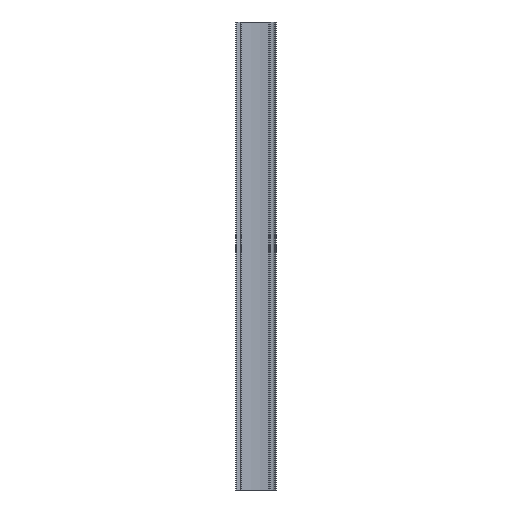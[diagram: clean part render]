
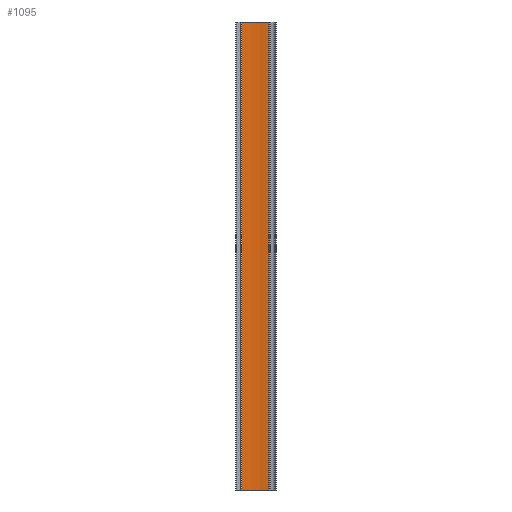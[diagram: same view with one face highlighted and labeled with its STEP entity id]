
A CAD part, front view. The second image highlights one B-rep face of the part: STEP entity #1095.
In plain terms, the highlighted cylindrical face has radius 119.3 mm (diameter 238.6 mm), a partial arc.
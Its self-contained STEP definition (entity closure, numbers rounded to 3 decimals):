
#99=LINE('',#1770,#202);
#100=LINE('',#1776,#203);
#202=VECTOR('',#1429,1000.);
#203=VECTOR('',#1436,1000.);
#364=ORIENTED_EDGE('',*,*,#668,.T.);
#365=ORIENTED_EDGE('',*,*,#667,.F.);
#366=ORIENTED_EDGE('',*,*,#669,.F.);
#367=ORIENTED_EDGE('',*,*,#670,.T.);
#667=EDGE_CURVE('',#806,#805,#99,.T.);
#668=EDGE_CURVE('',#807,#805,#893,.T.);
#669=EDGE_CURVE('',#808,#806,#894,.T.);
#670=EDGE_CURVE('',#808,#807,#100,.T.);
#805=VERTEX_POINT('',#1767);
#806=VERTEX_POINT('',#1769);
#807=VERTEX_POINT('',#1773);
#808=VERTEX_POINT('',#1775);
#893=CIRCLE('',#1200,119.3);
#894=CIRCLE('',#1201,119.3);
#950=EDGE_LOOP('',(#364,#365,#366,#367));
#1007=FACE_BOUND('',#950,.T.);
#1053=CYLINDRICAL_SURFACE('',#1199,119.3);
#1095=ADVANCED_FACE('',(#1007),#1053,.F.);
#1199=AXIS2_PLACEMENT_3D('',#1771,#1430,#1431);
#1200=AXIS2_PLACEMENT_3D('',#1772,#1432,#1433);
#1201=AXIS2_PLACEMENT_3D('',#1774,#1434,#1435);
#1429=DIRECTION('',(0.,0.,1.));
#1430=DIRECTION('',(0.,0.,1.));
#1431=DIRECTION('',(1.,0.,0.));
#1432=DIRECTION('',(0.,0.,1.));
#1433=DIRECTION('',(1.,0.,0.));
#1434=DIRECTION('',(0.,0.,1.));
#1435=DIRECTION('',(1.,0.,0.));
#1436=DIRECTION('',(0.,0.,1.));
#1767=CARTESIAN_POINT('',(-14.561,10.408,0.));
#1769=CARTESIAN_POINT('',(-14.561,10.408,-500.));
#1770=CARTESIAN_POINT('',(-14.561,10.408,-500.));
#1771=CARTESIAN_POINT('',(0.,-108.,-500.));
#1772=CARTESIAN_POINT('',(0.,-108.,0.));
#1773=CARTESIAN_POINT('',(14.561,10.408,0.));
#1774=CARTESIAN_POINT('',(0.,-108.,-500.));
#1775=CARTESIAN_POINT('',(14.561,10.408,-500.));
#1776=CARTESIAN_POINT('',(14.561,10.408,-500.));
